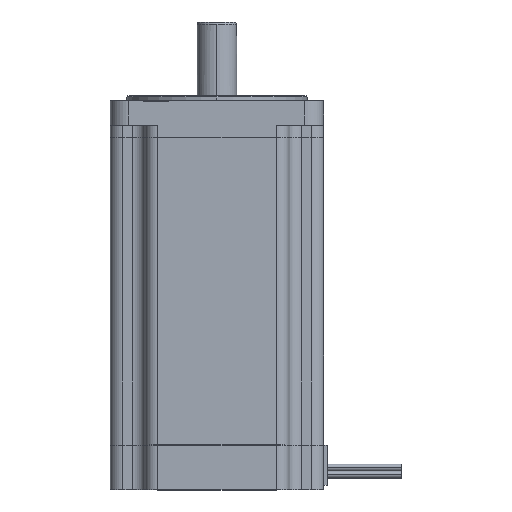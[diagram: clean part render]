
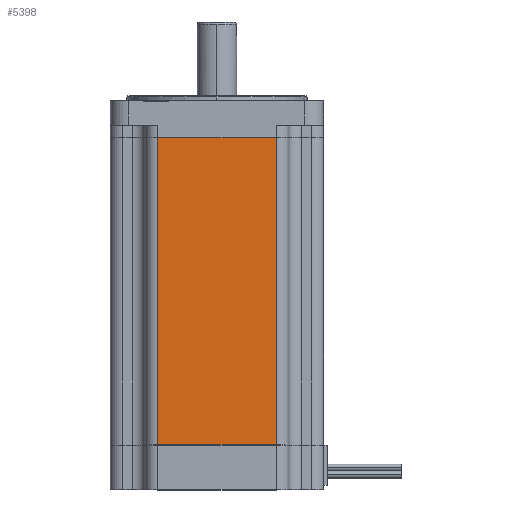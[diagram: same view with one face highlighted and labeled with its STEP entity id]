
A CAD part, top view. The second image highlights one B-rep face of the part: STEP entity #5398.
In plain terms, the highlighted planar face has unit normal (0, 0, 1).
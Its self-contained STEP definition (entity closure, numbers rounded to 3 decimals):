
#546 = CARTESIAN_POINT ( 'NONE',  ( 5.607, 141.99, 60.356 ) ) ;
#547 = CARTESIAN_POINT ( 'NONE',  ( 53.607, 141.99, 60.356 ) ) ;
#573 = CARTESIAN_POINT ( 'NONE',  ( 5.607, 18.01, 60.356 ) ) ;
#575 = CARTESIAN_POINT ( 'NONE',  ( 53.607, 18.01, 60.356 ) ) ;
#729 = ORIENTED_EDGE ( 'NONE', *, *, #5330, .T. ) ;
#730 = ORIENTED_EDGE ( 'NONE', *, *, #5328, .T. ) ;
#738 = ORIENTED_EDGE ( 'NONE', *, *, #5477, .F. ) ;
#740 = ORIENTED_EDGE ( 'NONE', *, *, #5329, .T. ) ;
#1624 = EDGE_LOOP ( 'NONE', ( #738, #730, #740, #729 ) ) ;
#2888 = LINE ( 'NONE', #2889, #9182 ) ;
#2889 = CARTESIAN_POINT ( 'NONE',  ( 5.607, 157., 60.356 ) ) ;
#2890 = DIRECTION ( 'NONE',  ( 0., -1., 0. ) ) ;
#2891 = LINE ( 'NONE', #2892, #9183 ) ;
#2892 = CARTESIAN_POINT ( 'NONE',  ( -5.893, 18.01, 60.356 ) ) ;
#2893 = DIRECTION ( 'NONE',  ( 1., 0., 0. ) ) ;
#2894 = LINE ( 'NONE', #2895, #9184 ) ;
#2895 = CARTESIAN_POINT ( 'NONE',  ( 53.607, 157., 60.356 ) ) ;
#2896 = DIRECTION ( 'NONE',  ( 0., 1., 0. ) ) ;
#4337 = PLANE ( 'NONE',  #8775 ) ;
#4338 = CARTESIAN_POINT ( 'NONE',  ( -5.893, 157., 60.356 ) ) ;
#4339 = DIRECTION ( 'NONE',  ( 0., 0., -1. ) ) ;
#4340 = DIRECTION ( 'NONE',  ( -1., 0., 0. ) ) ;
#4744 = LINE ( 'NONE', #4745, #8466 ) ;
#4745 = CARTESIAN_POINT ( 'NONE',  ( -5.893, 141.99, 60.356 ) ) ;
#4746 = DIRECTION ( 'NONE',  ( 1., 0., 0. ) ) ;
#5328 = EDGE_CURVE ( 'NONE', #6670, #6695, #2888, .T. ) ;
#5329 = EDGE_CURVE ( 'NONE', #6695, #6696, #2891, .T. ) ;
#5330 = EDGE_CURVE ( 'NONE', #6696, #6671, #2894, .T. ) ;
#5398 = ADVANCED_FACE ( 'NONE', ( #8769 ), #4337, .F. ) ;
#5477 = EDGE_CURVE ( 'NONE', #6670, #6671, #4744, .T. ) ;
#6670 = VERTEX_POINT ( 'NONE', #546 ) ;
#6671 = VERTEX_POINT ( 'NONE', #547 ) ;
#6695 = VERTEX_POINT ( 'NONE', #573 ) ;
#6696 = VERTEX_POINT ( 'NONE', #575 ) ;
#8466 = VECTOR ( 'NONE', #4746, 1000. ) ;
#8769 = FACE_OUTER_BOUND ( 'NONE', #1624, .T. ) ;
#8775 = AXIS2_PLACEMENT_3D ( 'NONE', #4338, #4339, #4340 ) ;
#9182 = VECTOR ( 'NONE', #2890, 1000. ) ;
#9183 = VECTOR ( 'NONE', #2893, 1000. ) ;
#9184 = VECTOR ( 'NONE', #2896, 1000. ) ;
